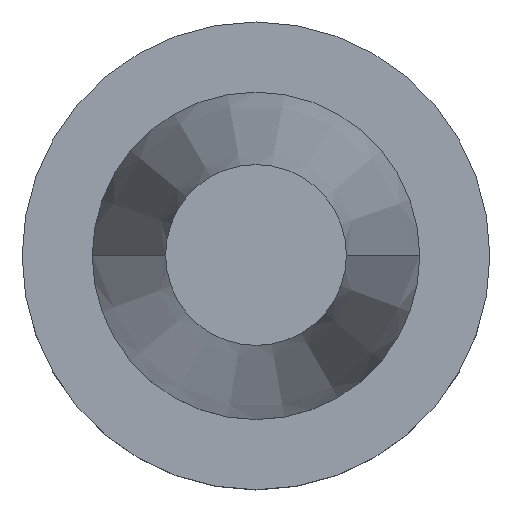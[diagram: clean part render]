
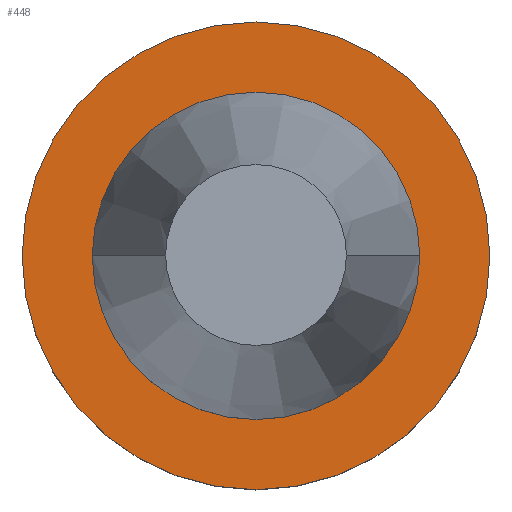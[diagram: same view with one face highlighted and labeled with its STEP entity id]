
A CAD part, top view. The second image highlights one B-rep face of the part: STEP entity #448.
In plain terms, the highlighted planar face has unit normal (0, 0, 1).
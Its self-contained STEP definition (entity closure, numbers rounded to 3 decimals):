
#1 = CARTESIAN_POINT ( 'NONE',  ( -31.75, 0., -1. ) ) ;
#55 = AXIS2_PLACEMENT_3D ( 'NONE', #83, #247, #79 ) ;
#57 = AXIS2_PLACEMENT_3D ( 'NONE', #515, #455, #155 ) ;
#72 = CIRCLE ( 'NONE', #57, 31.75 ) ;
#79 = DIRECTION ( 'NONE',  ( -1., 0., 0. ) ) ;
#80 = CARTESIAN_POINT ( 'NONE',  ( 22.225, 0., -1. ) ) ;
#83 = CARTESIAN_POINT ( 'NONE',  ( 0., 31.75, -1. ) ) ;
#110 = FACE_BOUND ( 'NONE', #218, .T. ) ;
#115 = VERTEX_POINT ( 'NONE', #80 ) ;
#118 = CIRCLE ( 'NONE', #662, 22.225 ) ;
#119 = VERTEX_POINT ( 'NONE', #691 ) ;
#135 = CARTESIAN_POINT ( 'NONE',  ( 0., 0., -1. ) ) ;
#137 = EDGE_CURVE ( 'NONE', #492, #221, #494, .T. ) ;
#155 = DIRECTION ( 'NONE',  ( 1., 0., 0. ) ) ;
#156 = DIRECTION ( 'NONE',  ( 0., 0., 1. ) ) ;
#194 = DIRECTION ( 'NONE',  ( 1., 0., 0. ) ) ;
#218 = EDGE_LOOP ( 'NONE', ( #348, #731 ) ) ;
#221 = VERTEX_POINT ( 'NONE', #1 ) ;
#229 = FACE_OUTER_BOUND ( 'NONE', #345, .T. ) ;
#245 = ORIENTED_EDGE ( 'NONE', *, *, #137, .T. ) ;
#247 = DIRECTION ( 'NONE',  ( 0., 0., -1. ) ) ;
#259 = CARTESIAN_POINT ( 'NONE',  ( 0., 0., -1. ) ) ;
#302 = CIRCLE ( 'NONE', #329, 22.225 ) ;
#307 = PLANE ( 'NONE',  #55 ) ;
#329 = AXIS2_PLACEMENT_3D ( 'NONE', #135, #428, #194 ) ;
#345 = EDGE_LOOP ( 'NONE', ( #245, #411 ) ) ;
#348 = ORIENTED_EDGE ( 'NONE', *, *, #517, .F. ) ;
#396 = DIRECTION ( 'NONE',  ( 1., 0., 0. ) ) ;
#411 = ORIENTED_EDGE ( 'NONE', *, *, #660, .T. ) ;
#428 = DIRECTION ( 'NONE',  ( 0., 0., 1. ) ) ;
#448 = ADVANCED_FACE ( 'NONE', ( #110, #229 ), #307, .F. ) ;
#455 = DIRECTION ( 'NONE',  ( 0., 0., 1. ) ) ;
#467 = CARTESIAN_POINT ( 'NONE',  ( 0., 0., -1. ) ) ;
#492 = VERTEX_POINT ( 'NONE', #559 ) ;
#494 = CIRCLE ( 'NONE', #583, 31.75 ) ;
#515 = CARTESIAN_POINT ( 'NONE',  ( 0., 0., -1. ) ) ;
#517 = EDGE_CURVE ( 'NONE', #115, #119, #302, .T. ) ;
#536 = DIRECTION ( 'NONE',  ( 1., 0., 0. ) ) ;
#559 = CARTESIAN_POINT ( 'NONE',  ( 31.75, 0., -1. ) ) ;
#583 = AXIS2_PLACEMENT_3D ( 'NONE', #259, #156, #396 ) ;
#660 = EDGE_CURVE ( 'NONE', #221, #492, #72, .T. ) ;
#662 = AXIS2_PLACEMENT_3D ( 'NONE', #467, #719, #536 ) ;
#691 = CARTESIAN_POINT ( 'NONE',  ( -22.225, 0., -1. ) ) ;
#719 = DIRECTION ( 'NONE',  ( 0., 0., 1. ) ) ;
#731 = ORIENTED_EDGE ( 'NONE', *, *, #764, .F. ) ;
#764 = EDGE_CURVE ( 'NONE', #119, #115, #118, .T. ) ;
